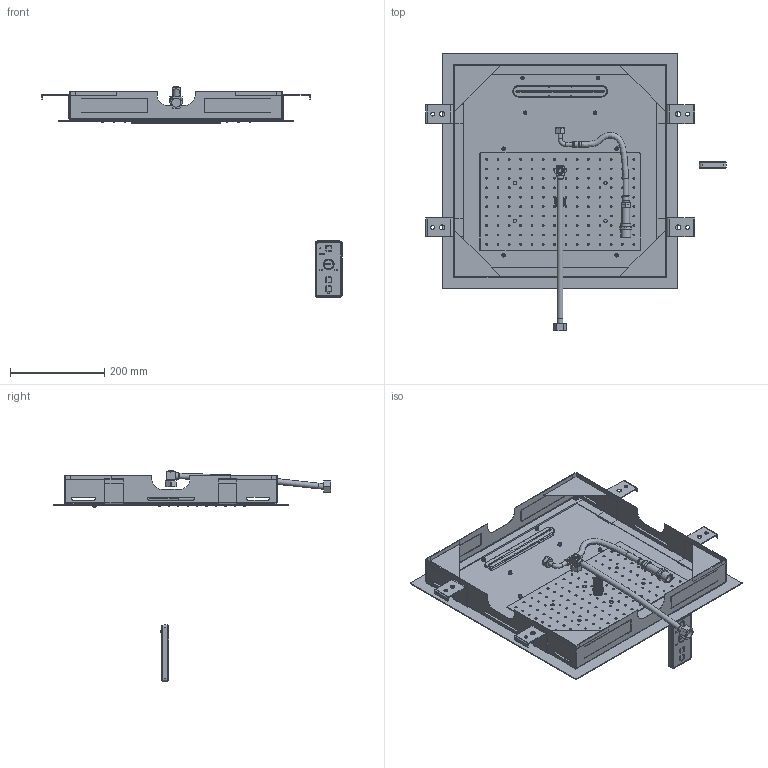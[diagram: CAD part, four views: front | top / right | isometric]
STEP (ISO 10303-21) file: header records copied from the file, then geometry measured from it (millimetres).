
FILE_DESCRIPTION(/* description */ ('Unknown'),/* implementation_level */ '2;1');
FILE_NAME(/* name */ 'M146',/* time_stamp */ '2016-04-27T09:04:31+02:00',/* author */ ('Unknown'),/* organization */ ('Unknown'),/* preprocessor_version */ 'ST-DEVELOPER v16.7',/* originating_system */ 'DEX',/* authorisation */ $);
FILE_SCHEMA (('AUTOMOTIVE_DESIGN {1 0 10303 214 3 1 1}'));
Products named in the file (1): M146
Bounding box: 637.24 x 587.8 x 446.87 mm (x, y, z)
Volume: 148.1 mm3; surface area: 1005389.8 mm2
Topology: 1 solids, 127 shells, 1413 faces, 7852 edges, 6509 vertices
Faces by surface type: plane 679, cylinder 424, torus 177, cone 106, bspline 23, sphere 4
Full cylindrical faces by diameter (mm): 3.3 x6, 6 x8, 7.1 x4, 7.5 x8, 8 x5, 9 x8, 10.5 x4, 11 x1, 12 x7, 13 x3, 15 x2, 15.05 x1, 15.5 x1, 16.3 x3, 18.4 x1, 19 x1, 20.8 x1, 23.5 x1
Entity records: 98973 total; most frequent: CARTESIAN_POINT 40602, DIRECTION 10804, ORIENTED_EDGE 9509, EDGE_CURVE 7410, VERTEX_POINT 6383, LINE 4428, VECTOR 4428, AXIS2_PLACEMENT_3D 3188
